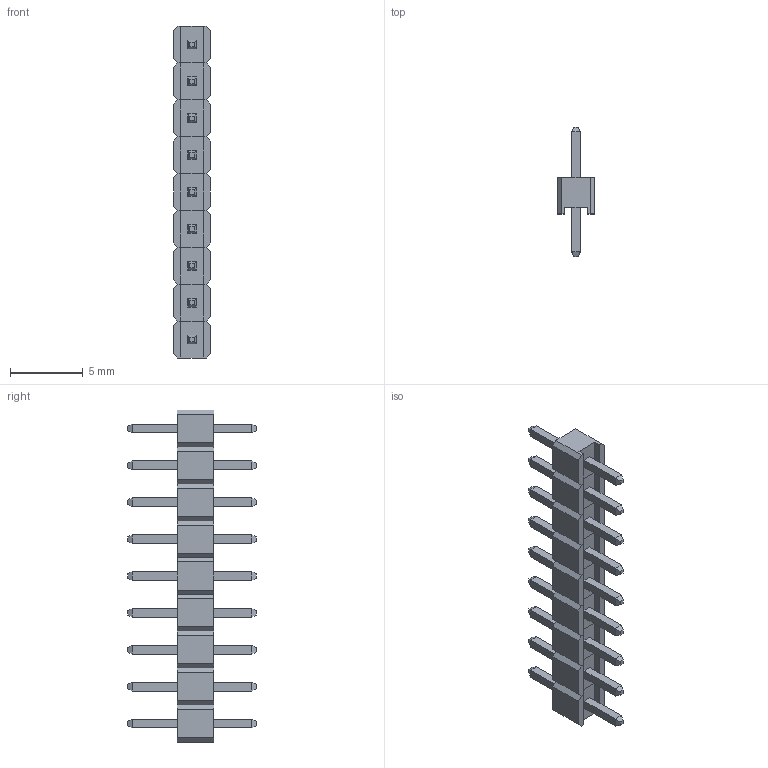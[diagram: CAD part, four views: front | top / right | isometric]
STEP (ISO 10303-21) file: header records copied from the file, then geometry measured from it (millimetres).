
FILE_DESCRIPTION (( 'STEP AP214' ), '1' );
FILE_NAME ('Pin Header 9 Way.STEP', '2025-06-30T14:09:32', ( '' ), ( '' ), 'SwSTEP 2.0', 'SolidWorks 2025', '' );
FILE_SCHEMA (( 'AUTOMOTIVE_DESIGN' ));
Length unit declared in the file: millimetre
Products named in the file (1): Pin Header 9 Way
Bounding box: 2.54 x 8.88 x 22.86 mm (x, y, z)
Volume: 146 mm3; surface area: 471 mm2
Topology: 9 solids, 9 shells, 288 faces, 684 edges, 432 vertices
Faces by surface type: plane 288
Entity records: 11295 total; most frequent: CARTESIAN_POINT 1405, ORIENTED_EDGE 1368, DIRECTION 1262, LINE 684, EDGE_CURVE 684, VECTOR 684, VERTEX_POINT 432, EDGE_LOOP 306
